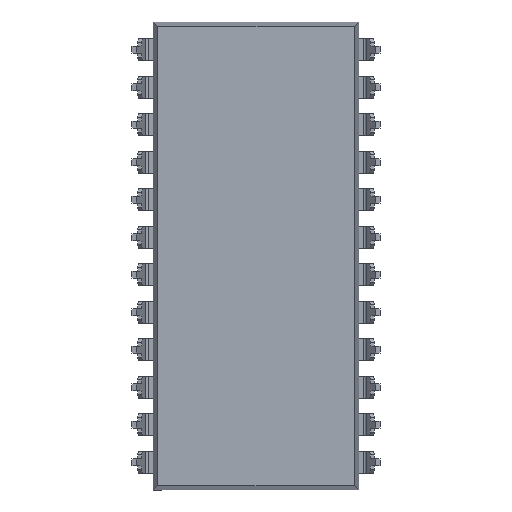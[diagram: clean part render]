
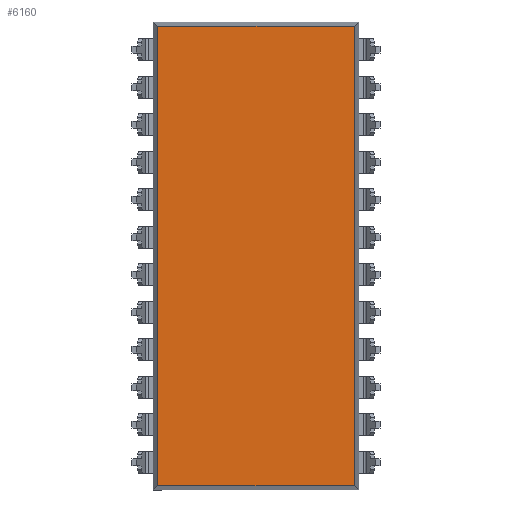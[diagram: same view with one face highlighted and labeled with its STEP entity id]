
A CAD part, front view. The second image highlights one B-rep face of the part: STEP entity #6160.
In plain terms, the highlighted planar face has unit normal (0, -1, 0).
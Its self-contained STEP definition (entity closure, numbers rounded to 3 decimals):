
#68 = LINE ( 'NONE', #12218, #7447 ) ;
#347 = CARTESIAN_POINT ( 'NONE',  ( 0., 0.51, 0. ) ) ;
#368 = VERTEX_POINT ( 'NONE', #434 ) ;
#434 = CARTESIAN_POINT ( 'NONE',  ( 6.666, 0.51, -15.566 ) ) ;
#583 = EDGE_CURVE ( 'NONE', #368, #10103, #2017, .T. ) ;
#774 = EDGE_CURVE ( 'NONE', #4371, #5368, #68, .T. ) ;
#898 = DIRECTION ( 'NONE',  ( 1., 0., 0. ) ) ;
#1085 = AXIS2_PLACEMENT_3D ( 'NONE', #347, #1312, #11107 ) ;
#1113 = VECTOR ( 'NONE', #11443, 1000. ) ;
#1312 = DIRECTION ( 'NONE',  ( 0., -1., 0. ) ) ;
#1609 = DIRECTION ( 'NONE',  ( -1., 0., 0. ) ) ;
#1699 = CARTESIAN_POINT ( 'NONE',  ( 6.666, 0.51, -15.85 ) ) ;
#2017 = LINE ( 'NONE', #1699, #1113 ) ;
#3570 = CARTESIAN_POINT ( 'NONE',  ( 6.666, 0.51, 15.566 ) ) ;
#3630 = VECTOR ( 'NONE', #898, 1000. ) ;
#3785 = CARTESIAN_POINT ( 'NONE',  ( -6.95, 0.51, -15.566 ) ) ;
#4171 = ORIENTED_EDGE ( 'NONE', *, *, #774, .T. ) ;
#4371 = VERTEX_POINT ( 'NONE', #11703 ) ;
#4484 = EDGE_LOOP ( 'NONE', ( #7823, #9517, #4171, #7388 ) ) ;
#4679 = VECTOR ( 'NONE', #1609, 1000. ) ;
#5368 = VERTEX_POINT ( 'NONE', #12386 ) ;
#6160 = ADVANCED_FACE ( 'NONE', ( #12283 ), #7133, .T. ) ;
#7133 = PLANE ( 'NONE',  #1085 ) ;
#7269 = LINE ( 'NONE', #10321, #4679 ) ;
#7388 = ORIENTED_EDGE ( 'NONE', *, *, #9677, .T. ) ;
#7447 = VECTOR ( 'NONE', #8322, 1000. ) ;
#7823 = ORIENTED_EDGE ( 'NONE', *, *, #583, .T. ) ;
#8322 = DIRECTION ( 'NONE',  ( 0., 0., -1. ) ) ;
#8358 = LINE ( 'NONE', #3785, #3630 ) ;
#9517 = ORIENTED_EDGE ( 'NONE', *, *, #10050, .T. ) ;
#9677 = EDGE_CURVE ( 'NONE', #5368, #368, #8358, .T. ) ;
#10050 = EDGE_CURVE ( 'NONE', #10103, #4371, #7269, .T. ) ;
#10103 = VERTEX_POINT ( 'NONE', #3570 ) ;
#10321 = CARTESIAN_POINT ( 'NONE',  ( 6.95, 0.51, 15.566 ) ) ;
#11107 = DIRECTION ( 'NONE',  ( 1., 0., 0. ) ) ;
#11443 = DIRECTION ( 'NONE',  ( 0., 0., 1. ) ) ;
#11703 = CARTESIAN_POINT ( 'NONE',  ( -6.666, 0.51, 15.566 ) ) ;
#12218 = CARTESIAN_POINT ( 'NONE',  ( -6.666, 0.51, 15.85 ) ) ;
#12283 = FACE_OUTER_BOUND ( 'NONE', #4484, .T. ) ;
#12386 = CARTESIAN_POINT ( 'NONE',  ( -6.666, 0.51, -15.566 ) ) ;
